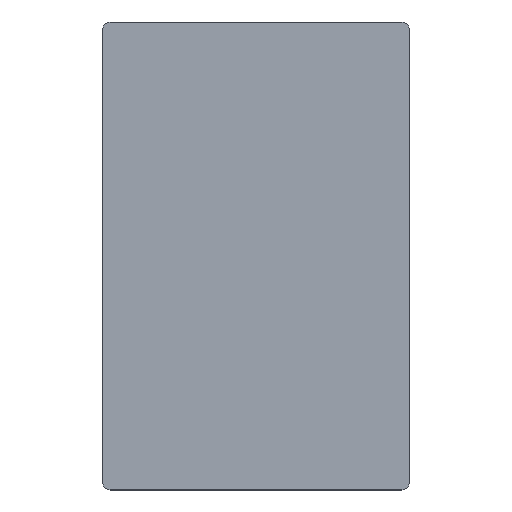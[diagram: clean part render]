
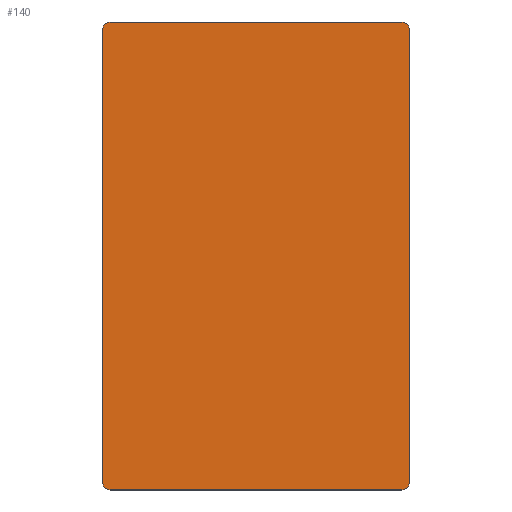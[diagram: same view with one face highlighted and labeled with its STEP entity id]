
A CAD part, top view. The second image highlights one B-rep face of the part: STEP entity #140.
In plain terms, the highlighted planar face has unit normal (0, 0, 1).
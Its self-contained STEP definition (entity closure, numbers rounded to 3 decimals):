
#102=FACE_OUTER_BOUND('',#206,.T.);
#140=ADVANCED_FACE('',(#102),#162,.F.);
#162=PLANE('',#789);
#206=EDGE_LOOP('',(#423,#424,#425,#426,#427,#428,#429,#430));
#231=CIRCLE('',#765,10.);
#232=CIRCLE('',#768,10.);
#233=CIRCLE('',#771,10.);
#234=CIRCLE('',#774,10.);
#423=ORIENTED_EDGE('',*,*,#574,.F.);
#424=ORIENTED_EDGE('',*,*,#560,.F.);
#425=ORIENTED_EDGE('',*,*,#563,.F.);
#426=ORIENTED_EDGE('',*,*,#565,.F.);
#427=ORIENTED_EDGE('',*,*,#567,.F.);
#428=ORIENTED_EDGE('',*,*,#569,.F.);
#429=ORIENTED_EDGE('',*,*,#571,.F.);
#430=ORIENTED_EDGE('',*,*,#573,.F.);
#479=VERTEX_POINT('',#1130);
#480=VERTEX_POINT('',#1132);
#481=VERTEX_POINT('',#1136);
#482=VERTEX_POINT('',#1140);
#483=VERTEX_POINT('',#1144);
#484=VERTEX_POINT('',#1148);
#485=VERTEX_POINT('',#1152);
#486=VERTEX_POINT('',#1156);
#560=EDGE_CURVE('',#479,#480,#632,.T.);
#563=EDGE_CURVE('',#481,#479,#231,.T.);
#565=EDGE_CURVE('',#482,#481,#636,.T.);
#567=EDGE_CURVE('',#483,#482,#232,.T.);
#569=EDGE_CURVE('',#484,#483,#639,.T.);
#571=EDGE_CURVE('',#485,#484,#233,.T.);
#573=EDGE_CURVE('',#486,#485,#642,.T.);
#574=EDGE_CURVE('',#480,#486,#234,.T.);
#632=LINE('',#1131,#696);
#636=LINE('',#1141,#700);
#639=LINE('',#1149,#703);
#642=LINE('',#1157,#706);
#696=VECTOR('',#921,1.);
#700=VECTOR('',#931,1.);
#703=VECTOR('',#940,1.);
#706=VECTOR('',#949,1.);
#765=AXIS2_PLACEMENT_3D('',#1137,#926,#927);
#768=AXIS2_PLACEMENT_3D('',#1145,#935,#936);
#771=AXIS2_PLACEMENT_3D('',#1153,#944,#945);
#774=AXIS2_PLACEMENT_3D('',#1159,#952,#953);
#789=AXIS2_PLACEMENT_3D('',#1194,#994,#995);
#921=DIRECTION('',(-1.,0.,0.));
#926=DIRECTION('',(0.,0.,-1.));
#927=DIRECTION('',(-1.,0.,0.));
#931=DIRECTION('',(0.,-1.,0.));
#935=DIRECTION('',(0.,0.,-1.));
#936=DIRECTION('',(-1.,0.,0.));
#940=DIRECTION('',(1.,0.,0.));
#944=DIRECTION('',(0.,0.,-1.));
#945=DIRECTION('',(-1.,0.,0.));
#949=DIRECTION('',(0.,1.,0.));
#952=DIRECTION('',(0.,0.,-1.));
#953=DIRECTION('',(-1.,0.,0.));
#994=DIRECTION('',(0.,0.,-1.));
#995=DIRECTION('',(-1.,0.,0.));
#1130=CARTESIAN_POINT('',(387.5,-2.5,190.));
#1131=CARTESIAN_POINT('',(387.5,-2.5,190.));
#1132=CARTESIAN_POINT('',(7.5,-2.5,190.));
#1136=CARTESIAN_POINT('',(397.5,7.5,190.));
#1137=CARTESIAN_POINT('',(387.5,7.5,190.));
#1140=CARTESIAN_POINT('',(397.5,597.5,190.));
#1141=CARTESIAN_POINT('',(397.5,597.5,190.));
#1144=CARTESIAN_POINT('',(387.5,607.5,190.));
#1145=CARTESIAN_POINT('',(387.5,597.5,190.));
#1148=CARTESIAN_POINT('',(7.5,607.5,190.));
#1149=CARTESIAN_POINT('',(7.5,607.5,190.));
#1152=CARTESIAN_POINT('',(-2.5,597.5,190.));
#1153=CARTESIAN_POINT('',(7.5,597.5,190.));
#1156=CARTESIAN_POINT('',(-2.5,7.5,190.));
#1157=CARTESIAN_POINT('',(-2.5,7.5,190.));
#1159=CARTESIAN_POINT('',(7.5,7.5,190.));
#1194=CARTESIAN_POINT('',(7.5,7.5,190.));
